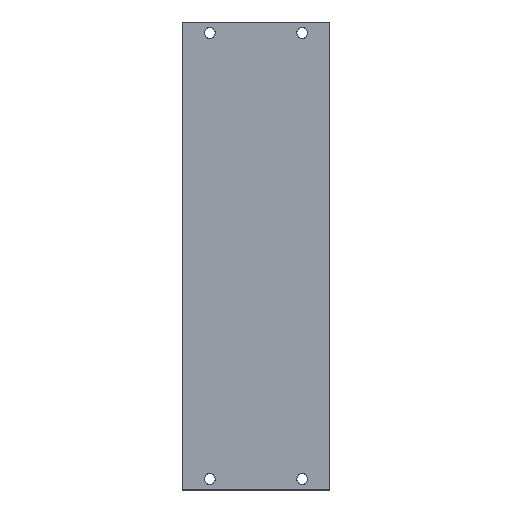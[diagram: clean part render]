
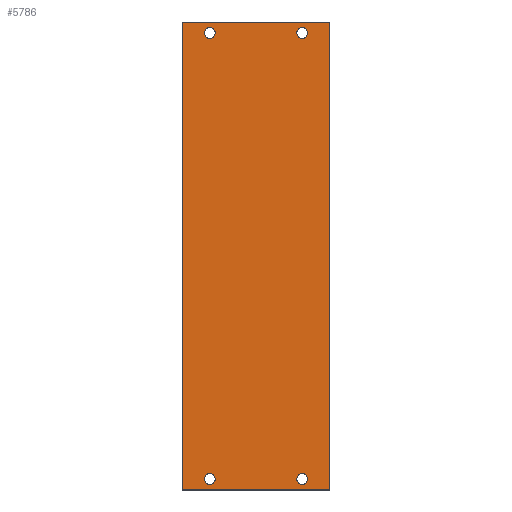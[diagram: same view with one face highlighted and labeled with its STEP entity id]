
A CAD part, top view. The second image highlights one B-rep face of the part: STEP entity #5786.
In plain terms, the highlighted planar face has unit normal (0, 0, 1).
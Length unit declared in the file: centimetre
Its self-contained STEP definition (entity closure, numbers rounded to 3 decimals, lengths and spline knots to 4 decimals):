
#5313=CARTESIAN_POINT('',(-2.02,-6.425,0.15));
#5314=VERTEX_POINT('',#5313);
#5321=CARTESIAN_POINT('',(-2.02,6.425,0.15));
#5322=VERTEX_POINT('',#5321);
#5323=CARTESIAN_POINT('',(-2.02,-12338.575,0.15));
#5324=DIRECTION('',(0.,1.,0.));
#5325=VECTOR('',#5324,24690.);
#5326=LINE('',#5323,#5325);
#5327=EDGE_CURVE('',#5314,#5322,#5326,.T.);
#5465=CARTESIAN_POINT('',(2.02,6.425,0.15));
#5466=VERTEX_POINT('',#5465);
#5467=CARTESIAN_POINT('',(-12342.98,6.425,0.15));
#5468=DIRECTION('',(1.,0.,-0.));
#5469=VECTOR('',#5468,24690.);
#5470=LINE('',#5467,#5469);
#5471=EDGE_CURVE('',#5322,#5466,#5470,.T.);
#5505=CARTESIAN_POINT('',(2.02,-6.425,0.15));
#5506=VERTEX_POINT('',#5505);
#5507=CARTESIAN_POINT('',(2.02,12338.575,0.15));
#5508=DIRECTION('',(0.,-1.,0.));
#5509=VECTOR('',#5508,24690.);
#5510=LINE('',#5507,#5509);
#5511=EDGE_CURVE('',#5466,#5506,#5510,.T.);
#5538=CARTESIAN_POINT('',(12342.98,-6.425,0.15));
#5539=DIRECTION('',(-1.,0.,-0.));
#5540=VECTOR('',#5539,24690.);
#5541=LINE('',#5538,#5540);
#5542=EDGE_CURVE('',#5506,#5314,#5541,.T.);
#5560=CARTESIAN_POINT('',(1.12,6.125,0.15));
#5561=VERTEX_POINT('',#5560);
#5570=CARTESIAN_POINT('',(1.42,6.125,0.15));
#5571=VERTEX_POINT('',#5570);
#5572=CARTESIAN_POINT('',(1.27,6.125,0.15));
#5573=DIRECTION('',(0.,0.,1.));
#5574=DIRECTION('',(1.,0.,-0.));
#5575=AXIS2_PLACEMENT_3D('',#5572,#5573,#5574);
#5576=CIRCLE('',#5575,0.15);
#5577=EDGE_CURVE('',#5561,#5571,#5576,.T.);
#5579=CARTESIAN_POINT('',(1.27,6.125,0.15));
#5580=DIRECTION('',(0.,0.,1.));
#5581=DIRECTION('',(1.,0.,-0.));
#5582=AXIS2_PLACEMENT_3D('',#5579,#5580,#5581);
#5583=CIRCLE('',#5582,0.15);
#5584=EDGE_CURVE('',#5571,#5561,#5583,.T.);
#5611=CARTESIAN_POINT('',(-1.42,6.125,0.15));
#5612=VERTEX_POINT('',#5611);
#5621=CARTESIAN_POINT('',(-1.12,6.125,0.15));
#5622=VERTEX_POINT('',#5621);
#5623=CARTESIAN_POINT('',(-1.27,6.125,0.15));
#5624=DIRECTION('',(0.,0.,1.));
#5625=DIRECTION('',(1.,0.,-0.));
#5626=AXIS2_PLACEMENT_3D('',#5623,#5624,#5625);
#5627=CIRCLE('',#5626,0.15);
#5628=EDGE_CURVE('',#5612,#5622,#5627,.T.);
#5630=CARTESIAN_POINT('',(-1.27,6.125,0.15));
#5631=DIRECTION('',(0.,0.,1.));
#5632=DIRECTION('',(1.,0.,-0.));
#5633=AXIS2_PLACEMENT_3D('',#5630,#5631,#5632);
#5634=CIRCLE('',#5633,0.15);
#5635=EDGE_CURVE('',#5622,#5612,#5634,.T.);
#5662=CARTESIAN_POINT('',(-1.42,-6.125,0.15));
#5663=VERTEX_POINT('',#5662);
#5672=CARTESIAN_POINT('',(-1.12,-6.125,0.15));
#5673=VERTEX_POINT('',#5672);
#5674=CARTESIAN_POINT('',(-1.27,-6.125,0.15));
#5675=DIRECTION('',(0.,0.,1.));
#5676=DIRECTION('',(1.,0.,-0.));
#5677=AXIS2_PLACEMENT_3D('',#5674,#5675,#5676);
#5678=CIRCLE('',#5677,0.15);
#5679=EDGE_CURVE('',#5663,#5673,#5678,.T.);
#5681=CARTESIAN_POINT('',(-1.27,-6.125,0.15));
#5682=DIRECTION('',(0.,0.,1.));
#5683=DIRECTION('',(1.,0.,-0.));
#5684=AXIS2_PLACEMENT_3D('',#5681,#5682,#5683);
#5685=CIRCLE('',#5684,0.15);
#5686=EDGE_CURVE('',#5673,#5663,#5685,.T.);
#5713=CARTESIAN_POINT('',(1.12,-6.125,0.15));
#5714=VERTEX_POINT('',#5713);
#5723=CARTESIAN_POINT('',(1.42,-6.125,0.15));
#5724=VERTEX_POINT('',#5723);
#5725=CARTESIAN_POINT('',(1.27,-6.125,0.15));
#5726=DIRECTION('',(0.,0.,1.));
#5727=DIRECTION('',(1.,0.,-0.));
#5728=AXIS2_PLACEMENT_3D('',#5725,#5726,#5727);
#5729=CIRCLE('',#5728,0.15);
#5730=EDGE_CURVE('',#5714,#5724,#5729,.T.);
#5732=CARTESIAN_POINT('',(1.27,-6.125,0.15));
#5733=DIRECTION('',(0.,0.,1.));
#5734=DIRECTION('',(1.,0.,-0.));
#5735=AXIS2_PLACEMENT_3D('',#5732,#5733,#5734);
#5736=CIRCLE('',#5735,0.15);
#5737=EDGE_CURVE('',#5724,#5714,#5736,.T.);
#5759=CARTESIAN_POINT('',(-0.,0.,0.15));
#5760=DIRECTION('',(0.,0.,1.));
#5761=DIRECTION('',(1.,0.,0.));
#5762=AXIS2_PLACEMENT_3D('',#5759,#5760,#5761);
#5763=PLANE('',#5762);
#5764=ORIENTED_EDGE('',*,*,#5730,.F.);
#5765=ORIENTED_EDGE('',*,*,#5737,.F.);
#5766=EDGE_LOOP('',(#5764,#5765));
#5767=FACE_BOUND('',#5766,.T.);
#5768=ORIENTED_EDGE('',*,*,#5679,.F.);
#5769=ORIENTED_EDGE('',*,*,#5686,.F.);
#5770=EDGE_LOOP('',(#5768,#5769));
#5771=FACE_BOUND('',#5770,.T.);
#5772=ORIENTED_EDGE('',*,*,#5628,.F.);
#5773=ORIENTED_EDGE('',*,*,#5635,.F.);
#5774=EDGE_LOOP('',(#5772,#5773));
#5775=FACE_BOUND('',#5774,.T.);
#5776=ORIENTED_EDGE('',*,*,#5577,.F.);
#5777=ORIENTED_EDGE('',*,*,#5584,.F.);
#5778=EDGE_LOOP('',(#5776,#5777));
#5779=FACE_BOUND('',#5778,.T.);
#5780=ORIENTED_EDGE('',*,*,#5471,.F.);
#5781=ORIENTED_EDGE('',*,*,#5327,.F.);
#5782=ORIENTED_EDGE('',*,*,#5542,.F.);
#5783=ORIENTED_EDGE('',*,*,#5511,.F.);
#5784=EDGE_LOOP('',(#5780,#5781,#5782,#5783));
#5785=FACE_BOUND('',#5784,.T.);
#5786=ADVANCED_FACE('',(#5767,#5771,#5775,#5779,#5785),#5763,.T.);
